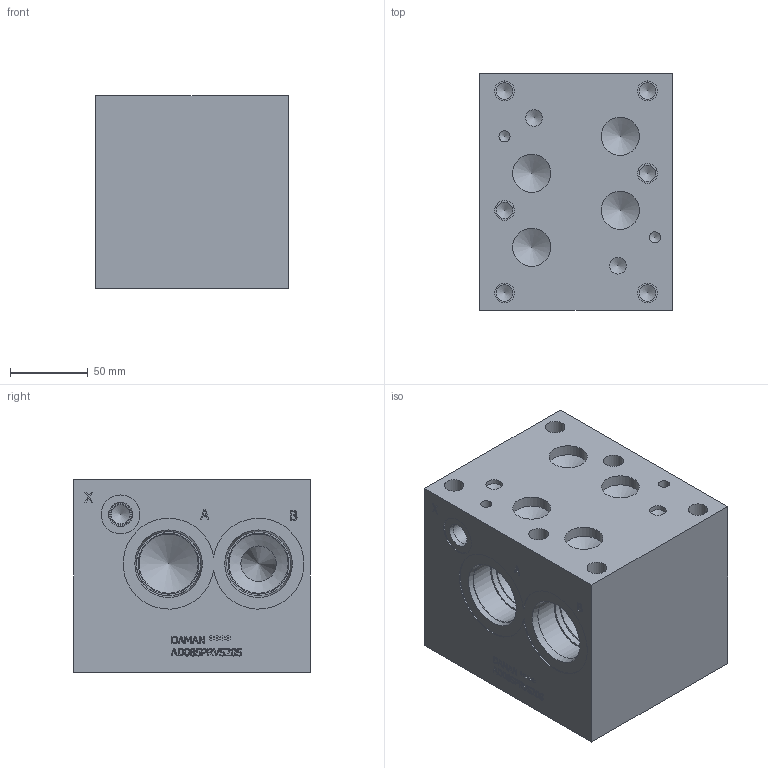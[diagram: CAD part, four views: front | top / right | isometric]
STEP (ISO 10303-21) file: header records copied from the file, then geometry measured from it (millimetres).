
FILE_DESCRIPTION(/* description */ (''),/* implementation_level */ '2;1');
FILE_NAME(/* name */ '_D08SPRVS20S.stp',/* time_stamp */ '2020-03-12T07:17:14-04:00',/* author */ ('alexanderw'),/* organization */ (''),/* preprocessor_version */ 'ST-DEVELOPER v17',/* originating_system */ 'Autodesk Inventor 2019',/* authorisation */ '');
FILE_SCHEMA (('AUTOMOTIVE_DESIGN { 1 0 10303 214 3 1 1 }'));
Length unit declared in the file: millimetre
Products named in the file (1): Part_AD08SPRVS20S_3D
Bounding box: 123.83 x 152.4 x 123.83 mm (x, y, z)
Volume: 1873367.4 mm3; surface area: 161932.5 mm2
Topology: 1 solids, 1 shells, 632 faces, 1724 edges, 1162 vertices
Faces by surface type: plane 336, bspline 163, cylinder 76, cone 57
Full cylindrical faces by diameter (mm): 7.137 x2, 10.719 x12, 12.294 x2, 12.7 x10, 12.9 x2, 14.275 x2, 14.529 x2, 24.613 x4, 25.019 x1, 25.4 x1, 31.75 x1, 34.112 x1, 35.992 x1, 36.525 x1, 38.1 x6, 39.218 x6, 39.675 x1, 41.275 x2, 41.28 x4, 41.758 x4, 43.51 x2
Entity records: 21284 total; most frequent: CARTESIAN_POINT 5726, ORIENTED_EDGE 3394, DIRECTION 2566, EDGE_CURVE 1697, VERTEX_POINT 1162, LINE 1082, VECTOR 1082, AXIS2_PLACEMENT_3D 742
